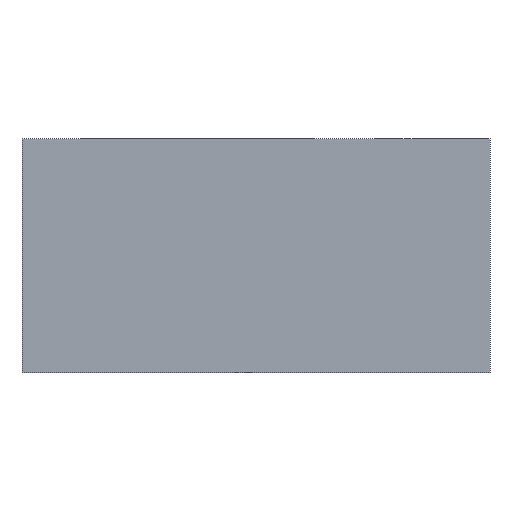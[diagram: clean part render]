
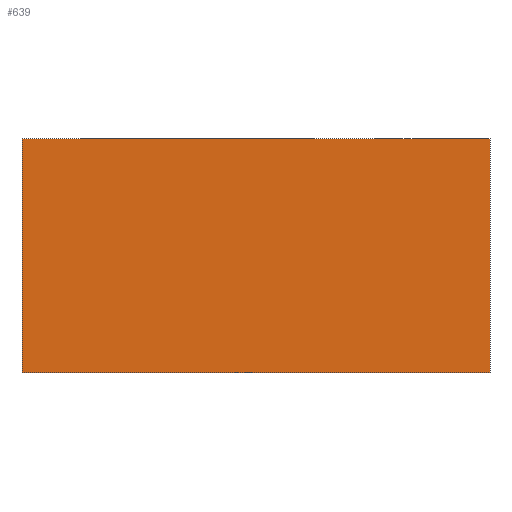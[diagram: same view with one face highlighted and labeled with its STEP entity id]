
A CAD part, front view. The second image highlights one B-rep face of the part: STEP entity #639.
In plain terms, the highlighted planar face has unit normal (0, -1, 0).
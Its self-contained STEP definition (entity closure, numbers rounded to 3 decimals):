
#371=CARTESIAN_POINT('POINT30',(40.,-40.,-20.));
#372=VERTEX_POINT('VERTEX30',#371);
#379=CARTESIAN_POINT('POINT31',(-40.,-40.,-20.));
#380=VERTEX_POINT('VERTEX31',#379);
#381=CARTESIAN_POINT('POS46',(0.,-40.,-20.));
#382=DIRECTION('DIR58',(-1.,0.,0.));
#383=VECTOR('VEC34',#382,1.);
#384=LINE('STRAIGHT34',#381,#383);
#385=EDGE_CURVE('EDGE39',#372,#380,#384,.T.);
#585=CARTESIAN_POINT('POINT43',(40.,-40.,20.));
#586=VERTEX_POINT('VERTEX43',#585);
#587=CARTESIAN_POINT('POS70',(40.,-40.,0.));
#588=DIRECTION('DIR89',(0.,0.,-1.));
#589=VECTOR('VEC51',#588,1.);
#590=LINE('STRAIGHT51',#587,#589);
#591=EDGE_CURVE('EDGE59',#586,#372,#590,.T.);
#616=CARTESIAN_POINT('POINT45',(-40.,-40.,20.));
#617=VERTEX_POINT('VERTEX45',#616);
#618=CARTESIAN_POINT('POS74',(-40.,-40.,0.));
#619=DIRECTION('DIR94',(0.,0.,-1.));
#620=VECTOR('VEC54',#619,1.);
#621=LINE('STRAIGHT54',#618,#620);
#622=EDGE_CURVE('EDGE62',#617,#380,#621,.T.);
#623=ORIENTED_EDGE('COEDGE99',*,*,#622,.T.);
#624=ORIENTED_EDGE('COEDGE100',*,*,#385,.F.);
#625=ORIENTED_EDGE('COEDGE101',*,*,#591,.F.);
#626=CARTESIAN_POINT('POS75',(0.,-40.,20.));
#627=DIRECTION('DIR95',(1.,0.,0.));
#628=VECTOR('VEC55',#627,1.);
#629=LINE('STRAIGHT55',#626,#628);
#630=EDGE_CURVE('EDGE63',#617,#586,#629,.T.);
#631=ORIENTED_EDGE('COEDGE102',*,*,#630,.F.);
#632=EDGE_LOOP('NONE',(#623,#624,#625,#631));
#633=FACE_BOUND('LOOP1',#632,.T.);
#634=CARTESIAN_POINT('POS76',(0.,-40.,0.));
#635=DIRECTION('DIR96',(0.,1.,0.));
#636=DIRECTION('DIR97',(1.,0.,0.));
#637=AXIS2_PLACEMENT_3D('AXIS21',#634,#635,#636);
#638=PLANE('PLANE17',#637);
#639=ADVANCED_FACE('FACE19',(#633),#638,.F.);
